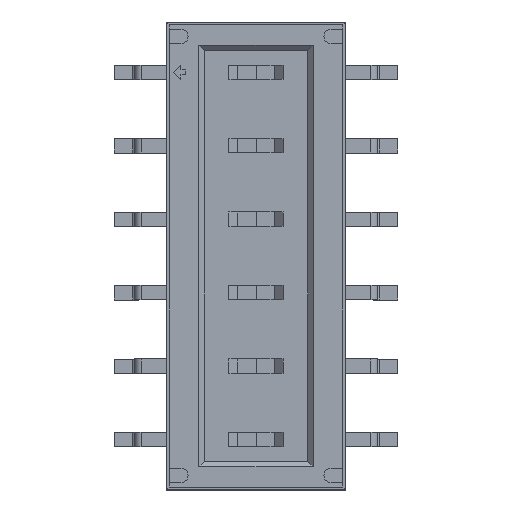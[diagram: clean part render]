
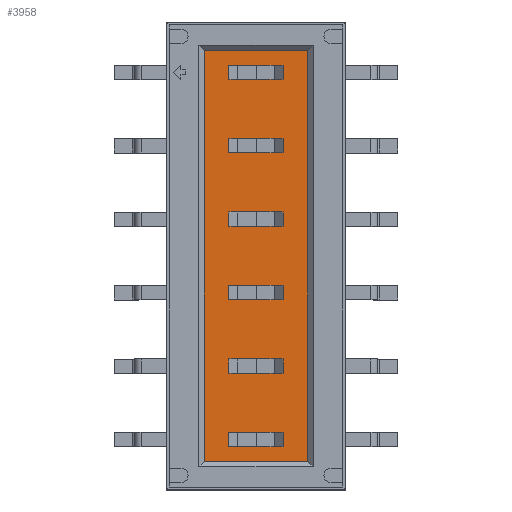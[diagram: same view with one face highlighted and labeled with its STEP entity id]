
A CAD part, top view. The second image highlights one B-rep face of the part: STEP entity #3958.
In plain terms, the highlighted planar face has unit normal (0, 0, 1).
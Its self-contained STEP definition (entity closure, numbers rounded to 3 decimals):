
#13=DIRECTION('',(0.,0.,1.));
#27=VECTOR('',#28,1.);
#28=DIRECTION('',(0.,1.,0.));
#51=VECTOR('',#52,1.);
#52=DIRECTION('',(-1.,0.,0.));
#58=VECTOR('',#59,1.);
#59=DIRECTION('',(0.,-1.,0.));
#63=VECTOR('',#64,1.);
#64=DIRECTION('',(1.,0.,0.));
#3881=VERTEX_POINT('',#3882);
#3882=CARTESIAN_POINT('',(1.785,-7.1,2.9));
#3889=VERTEX_POINT('',#3890);
#3890=CARTESIAN_POINT('',(1.785,7.1,2.9));
#3896=EDGE_CURVE('',#3881,#3889,#3897,.T.);
#3897=LINE('',#3898,#27);
#3898=CARTESIAN_POINT('',(1.785,-7.29,2.9));
#3908=VERTEX_POINT('',#3909);
#3909=CARTESIAN_POINT('',(-1.785,-7.1,2.9));
#3916=EDGE_CURVE('',#3908,#3881,#3917,.T.);
#3917=LINE('',#3918,#63);
#3918=CARTESIAN_POINT('',(-1.975,-7.1,2.9));
#3930=VERTEX_POINT('',#3931);
#3931=CARTESIAN_POINT('',(-1.785,7.1,2.9));
#3937=EDGE_CURVE('',#3889,#3930,#3938,.T.);
#3938=LINE('',#3939,#51);
#3939=CARTESIAN_POINT('',(1.975,7.1,2.9));
#3951=EDGE_CURVE('',#3930,#3908,#3952,.T.);
#3952=LINE('',#3953,#58);
#3953=CARTESIAN_POINT('',(-1.785,7.29,2.9));
#3958=ADVANCED_FACE('',(#3959,#3965,#4009,#4051,#4093,#4135,#4177),#4219,.T.);
#3959=FACE_BOUND('',#3960,.T.);
#3960=EDGE_LOOP('',(#3961,#3962,#3963,#3964));
#3961=ORIENTED_EDGE('',*,*,#3951,.T.);
#3962=ORIENTED_EDGE('',*,*,#3916,.T.);
#3963=ORIENTED_EDGE('',*,*,#3896,.T.);
#3964=ORIENTED_EDGE('',*,*,#3937,.T.);
#3965=FACE_BOUND('',#3966,.T.);
#3966=EDGE_LOOP('',(#3967,#3975,#3983,#3989,#3993,#3997,#4003,#4007));
#3967=ORIENTED_EDGE('',*,*,#3968,.F.);
#3968=EDGE_CURVE('',#3969,#3971,#3973,.T.);
#3969=VERTEX_POINT('',#3970);
#3970=CARTESIAN_POINT('',(-0.935,1.02,2.9));
#3971=VERTEX_POINT('',#3972);
#3972=CARTESIAN_POINT('',(0.025,1.02,2.9));
#3973=LINE('',#3974,#63);
#3974=CARTESIAN_POINT('',(-0.563,1.02,2.9));
#3975=ORIENTED_EDGE('',*,*,#3976,.T.);
#3976=EDGE_CURVE('',#3969,#3977,#3979,.T.);
#3977=VERTEX_POINT('',#3978);
#3978=CARTESIAN_POINT('',(-0.935,1.52,2.9));
#3979=LINE('',#3980,#3981);
#3980=CARTESIAN_POINT('',(-0.935,0.76,2.9));
#3981=VECTOR('',#3982,1.);
#3982=DIRECTION('',(0.,1.,0.));
#3983=ORIENTED_EDGE('',*,*,#3984,.F.);
#3984=EDGE_CURVE('',#3985,#3977,#3987,.T.);
#3985=VERTEX_POINT('',#3986);
#3986=CARTESIAN_POINT('',(0.025,1.52,2.9));
#3987=LINE('',#3988,#51);
#3988=CARTESIAN_POINT('',(0.563,1.52,2.9));
#3989=ORIENTED_EDGE('',*,*,#3990,.F.);
#3990=EDGE_CURVE('',#3991,#3985,#3987,.T.);
#3991=VERTEX_POINT('',#3992);
#3992=CARTESIAN_POINT('',(0.625,1.52,2.9));
#3993=ORIENTED_EDGE('',*,*,#3994,.F.);
#3994=EDGE_CURVE('',#3995,#3991,#3987,.T.);
#3995=VERTEX_POINT('',#3996);
#3996=CARTESIAN_POINT('',(0.935,1.52,2.9));
#3997=ORIENTED_EDGE('',*,*,#3998,.F.);
#3998=EDGE_CURVE('',#3999,#3995,#4001,.T.);
#3999=VERTEX_POINT('',#4000);
#4000=CARTESIAN_POINT('',(0.935,1.02,2.9));
#4001=LINE('',#4002,#3981);
#4002=CARTESIAN_POINT('',(0.935,0.51,2.9));
#4003=ORIENTED_EDGE('',*,*,#4004,.F.);
#4004=EDGE_CURVE('',#4005,#3999,#3973,.T.);
#4005=VERTEX_POINT('',#4006);
#4006=CARTESIAN_POINT('',(0.625,1.02,2.9));
#4007=ORIENTED_EDGE('',*,*,#4008,.F.);
#4008=EDGE_CURVE('',#3971,#4005,#3973,.T.);
#4009=FACE_BOUND('',#4010,.T.);
#4010=EDGE_LOOP('',(#4011,#4019,#4025,#4031,#4035,#4039,#4045,#4049));
#4011=ORIENTED_EDGE('',*,*,#4012,.F.);
#4012=EDGE_CURVE('',#4013,#4015,#4017,.T.);
#4013=VERTEX_POINT('',#4014);
#4014=CARTESIAN_POINT('',(-0.935,3.56,2.9));
#4015=VERTEX_POINT('',#4016);
#4016=CARTESIAN_POINT('',(0.025,3.56,2.9));
#4017=LINE('',#4018,#63);
#4018=CARTESIAN_POINT('',(-0.563,3.56,2.9));
#4019=ORIENTED_EDGE('',*,*,#4020,.T.);
#4020=EDGE_CURVE('',#4013,#4021,#4023,.T.);
#4021=VERTEX_POINT('',#4022);
#4022=CARTESIAN_POINT('',(-0.935,4.06,2.9));
#4023=LINE('',#4024,#3981);
#4024=CARTESIAN_POINT('',(-0.935,2.03,2.9));
#4025=ORIENTED_EDGE('',*,*,#4026,.F.);
#4026=EDGE_CURVE('',#4027,#4021,#4029,.T.);
#4027=VERTEX_POINT('',#4028);
#4028=CARTESIAN_POINT('',(0.025,4.06,2.9));
#4029=LINE('',#4030,#51);
#4030=CARTESIAN_POINT('',(0.563,4.06,2.9));
#4031=ORIENTED_EDGE('',*,*,#4032,.F.);
#4032=EDGE_CURVE('',#4033,#4027,#4029,.T.);
#4033=VERTEX_POINT('',#4034);
#4034=CARTESIAN_POINT('',(0.625,4.06,2.9));
#4035=ORIENTED_EDGE('',*,*,#4036,.F.);
#4036=EDGE_CURVE('',#4037,#4033,#4029,.T.);
#4037=VERTEX_POINT('',#4038);
#4038=CARTESIAN_POINT('',(0.935,4.06,2.9));
#4039=ORIENTED_EDGE('',*,*,#4040,.F.);
#4040=EDGE_CURVE('',#4041,#4037,#4043,.T.);
#4041=VERTEX_POINT('',#4042);
#4042=CARTESIAN_POINT('',(0.935,3.56,2.9));
#4043=LINE('',#4044,#3981);
#4044=CARTESIAN_POINT('',(0.935,1.78,2.9));
#4045=ORIENTED_EDGE('',*,*,#4046,.F.);
#4046=EDGE_CURVE('',#4047,#4041,#4017,.T.);
#4047=VERTEX_POINT('',#4048);
#4048=CARTESIAN_POINT('',(0.625,3.56,2.9));
#4049=ORIENTED_EDGE('',*,*,#4050,.F.);
#4050=EDGE_CURVE('',#4015,#4047,#4017,.T.);
#4051=FACE_BOUND('',#4052,.T.);
#4052=EDGE_LOOP('',(#4053,#4061,#4067,#4073,#4077,#4081,#4087,#4091));
#4053=ORIENTED_EDGE('',*,*,#4054,.F.);
#4054=EDGE_CURVE('',#4055,#4057,#4059,.T.);
#4055=VERTEX_POINT('',#4056);
#4056=CARTESIAN_POINT('',(0.935,6.6,2.9));
#4057=VERTEX_POINT('',#4058);
#4058=CARTESIAN_POINT('',(0.625,6.6,2.9));
#4059=LINE('',#4060,#51);
#4060=CARTESIAN_POINT('',(0.563,6.6,2.9));
#4061=ORIENTED_EDGE('',*,*,#4062,.F.);
#4062=EDGE_CURVE('',#4063,#4055,#4065,.T.);
#4063=VERTEX_POINT('',#4064);
#4064=CARTESIAN_POINT('',(0.935,6.1,2.9));
#4065=LINE('',#4066,#3981);
#4066=CARTESIAN_POINT('',(0.935,3.05,2.9));
#4067=ORIENTED_EDGE('',*,*,#4068,.F.);
#4068=EDGE_CURVE('',#4069,#4063,#4071,.T.);
#4069=VERTEX_POINT('',#4070);
#4070=CARTESIAN_POINT('',(0.625,6.1,2.9));
#4071=LINE('',#4072,#63);
#4072=CARTESIAN_POINT('',(-0.563,6.1,2.9));
#4073=ORIENTED_EDGE('',*,*,#4074,.F.);
#4074=EDGE_CURVE('',#4075,#4069,#4071,.T.);
#4075=VERTEX_POINT('',#4076);
#4076=CARTESIAN_POINT('',(0.025,6.1,2.9));
#4077=ORIENTED_EDGE('',*,*,#4078,.F.);
#4078=EDGE_CURVE('',#4079,#4075,#4071,.T.);
#4079=VERTEX_POINT('',#4080);
#4080=CARTESIAN_POINT('',(-0.935,6.1,2.9));
#4081=ORIENTED_EDGE('',*,*,#4082,.T.);
#4082=EDGE_CURVE('',#4079,#4083,#4085,.T.);
#4083=VERTEX_POINT('',#4084);
#4084=CARTESIAN_POINT('',(-0.935,6.6,2.9));
#4085=LINE('',#4086,#3981);
#4086=CARTESIAN_POINT('',(-0.935,3.3,2.9));
#4087=ORIENTED_EDGE('',*,*,#4088,.F.);
#4088=EDGE_CURVE('',#4089,#4083,#4059,.T.);
#4089=VERTEX_POINT('',#4090);
#4090=CARTESIAN_POINT('',(0.025,6.6,2.9));
#4091=ORIENTED_EDGE('',*,*,#4092,.F.);
#4092=EDGE_CURVE('',#4057,#4089,#4059,.T.);
#4093=FACE_BOUND('',#4094,.T.);
#4094=EDGE_LOOP('',(#4095,#4103,#4109,#4115,#4119,#4123,#4129,#4133));
#4095=ORIENTED_EDGE('',*,*,#4096,.F.);
#4096=EDGE_CURVE('',#4097,#4099,#4101,.T.);
#4097=VERTEX_POINT('',#4098);
#4098=CARTESIAN_POINT('',(-0.935,-1.52,2.9));
#4099=VERTEX_POINT('',#4100);
#4100=CARTESIAN_POINT('',(0.025,-1.52,2.9));
#4101=LINE('',#4102,#63);
#4102=CARTESIAN_POINT('',(-0.563,-1.52,2.9));
#4103=ORIENTED_EDGE('',*,*,#4104,.T.);
#4104=EDGE_CURVE('',#4097,#4105,#4107,.T.);
#4105=VERTEX_POINT('',#4106);
#4106=CARTESIAN_POINT('',(-0.935,-1.02,2.9));
#4107=LINE('',#4108,#3981);
#4108=CARTESIAN_POINT('',(-0.935,-0.51,2.9));
#4109=ORIENTED_EDGE('',*,*,#4110,.F.);
#4110=EDGE_CURVE('',#4111,#4105,#4113,.T.);
#4111=VERTEX_POINT('',#4112);
#4112=CARTESIAN_POINT('',(0.025,-1.02,2.9));
#4113=LINE('',#4114,#51);
#4114=CARTESIAN_POINT('',(0.563,-1.02,2.9));
#4115=ORIENTED_EDGE('',*,*,#4116,.F.);
#4116=EDGE_CURVE('',#4117,#4111,#4113,.T.);
#4117=VERTEX_POINT('',#4118);
#4118=CARTESIAN_POINT('',(0.625,-1.02,2.9));
#4119=ORIENTED_EDGE('',*,*,#4120,.F.);
#4120=EDGE_CURVE('',#4121,#4117,#4113,.T.);
#4121=VERTEX_POINT('',#4122);
#4122=CARTESIAN_POINT('',(0.935,-1.02,2.9));
#4123=ORIENTED_EDGE('',*,*,#4124,.F.);
#4124=EDGE_CURVE('',#4125,#4121,#4127,.T.);
#4125=VERTEX_POINT('',#4126);
#4126=CARTESIAN_POINT('',(0.935,-1.52,2.9));
#4127=LINE('',#4128,#3981);
#4128=CARTESIAN_POINT('',(0.935,-0.76,2.9));
#4129=ORIENTED_EDGE('',*,*,#4130,.F.);
#4130=EDGE_CURVE('',#4131,#4125,#4101,.T.);
#4131=VERTEX_POINT('',#4132);
#4132=CARTESIAN_POINT('',(0.625,-1.52,2.9));
#4133=ORIENTED_EDGE('',*,*,#4134,.F.);
#4134=EDGE_CURVE('',#4099,#4131,#4101,.T.);
#4135=FACE_BOUND('',#4136,.T.);
#4136=EDGE_LOOP('',(#4137,#4145,#4151,#4157,#4161,#4165,#4171,#4175));
#4137=ORIENTED_EDGE('',*,*,#4138,.F.);
#4138=EDGE_CURVE('',#4139,#4141,#4143,.T.);
#4139=VERTEX_POINT('',#4140);
#4140=CARTESIAN_POINT('',(0.935,-3.56,2.9));
#4141=VERTEX_POINT('',#4142);
#4142=CARTESIAN_POINT('',(0.625,-3.56,2.9));
#4143=LINE('',#4144,#51);
#4144=CARTESIAN_POINT('',(0.563,-3.56,2.9));
#4145=ORIENTED_EDGE('',*,*,#4146,.F.);
#4146=EDGE_CURVE('',#4147,#4139,#4149,.T.);
#4147=VERTEX_POINT('',#4148);
#4148=CARTESIAN_POINT('',(0.935,-4.06,2.9));
#4149=LINE('',#4150,#3981);
#4150=CARTESIAN_POINT('',(0.935,-2.03,2.9));
#4151=ORIENTED_EDGE('',*,*,#4152,.F.);
#4152=EDGE_CURVE('',#4153,#4147,#4155,.T.);
#4153=VERTEX_POINT('',#4154);
#4154=CARTESIAN_POINT('',(0.625,-4.06,2.9));
#4155=LINE('',#4156,#63);
#4156=CARTESIAN_POINT('',(-0.563,-4.06,2.9));
#4157=ORIENTED_EDGE('',*,*,#4158,.F.);
#4158=EDGE_CURVE('',#4159,#4153,#4155,.T.);
#4159=VERTEX_POINT('',#4160);
#4160=CARTESIAN_POINT('',(0.025,-4.06,2.9));
#4161=ORIENTED_EDGE('',*,*,#4162,.F.);
#4162=EDGE_CURVE('',#4163,#4159,#4155,.T.);
#4163=VERTEX_POINT('',#4164);
#4164=CARTESIAN_POINT('',(-0.935,-4.06,2.9));
#4165=ORIENTED_EDGE('',*,*,#4166,.T.);
#4166=EDGE_CURVE('',#4163,#4167,#4169,.T.);
#4167=VERTEX_POINT('',#4168);
#4168=CARTESIAN_POINT('',(-0.935,-3.56,2.9));
#4169=LINE('',#4170,#3981);
#4170=CARTESIAN_POINT('',(-0.935,-1.78,2.9));
#4171=ORIENTED_EDGE('',*,*,#4172,.F.);
#4172=EDGE_CURVE('',#4173,#4167,#4143,.T.);
#4173=VERTEX_POINT('',#4174);
#4174=CARTESIAN_POINT('',(0.025,-3.56,2.9));
#4175=ORIENTED_EDGE('',*,*,#4176,.F.);
#4176=EDGE_CURVE('',#4141,#4173,#4143,.T.);
#4177=FACE_BOUND('',#4178,.T.);
#4178=EDGE_LOOP('',(#4179,#4187,#4193,#4199,#4203,#4207,#4213,#4217));
#4179=ORIENTED_EDGE('',*,*,#4180,.F.);
#4180=EDGE_CURVE('',#4181,#4183,#4185,.T.);
#4181=VERTEX_POINT('',#4182);
#4182=CARTESIAN_POINT('',(0.935,-6.1,2.9));
#4183=VERTEX_POINT('',#4184);
#4184=CARTESIAN_POINT('',(0.625,-6.1,2.9));
#4185=LINE('',#4186,#51);
#4186=CARTESIAN_POINT('',(0.563,-6.1,2.9));
#4187=ORIENTED_EDGE('',*,*,#4188,.F.);
#4188=EDGE_CURVE('',#4189,#4181,#4191,.T.);
#4189=VERTEX_POINT('',#4190);
#4190=CARTESIAN_POINT('',(0.935,-6.6,2.9));
#4191=LINE('',#4192,#3981);
#4192=CARTESIAN_POINT('',(0.935,-3.3,2.9));
#4193=ORIENTED_EDGE('',*,*,#4194,.F.);
#4194=EDGE_CURVE('',#4195,#4189,#4197,.T.);
#4195=VERTEX_POINT('',#4196);
#4196=CARTESIAN_POINT('',(0.625,-6.6,2.9));
#4197=LINE('',#4198,#63);
#4198=CARTESIAN_POINT('',(-0.563,-6.6,2.9));
#4199=ORIENTED_EDGE('',*,*,#4200,.F.);
#4200=EDGE_CURVE('',#4201,#4195,#4197,.T.);
#4201=VERTEX_POINT('',#4202);
#4202=CARTESIAN_POINT('',(0.025,-6.6,2.9));
#4203=ORIENTED_EDGE('',*,*,#4204,.F.);
#4204=EDGE_CURVE('',#4205,#4201,#4197,.T.);
#4205=VERTEX_POINT('',#4206);
#4206=CARTESIAN_POINT('',(-0.935,-6.6,2.9));
#4207=ORIENTED_EDGE('',*,*,#4208,.T.);
#4208=EDGE_CURVE('',#4205,#4209,#4211,.T.);
#4209=VERTEX_POINT('',#4210);
#4210=CARTESIAN_POINT('',(-0.935,-6.1,2.9));
#4211=LINE('',#4212,#3981);
#4212=CARTESIAN_POINT('',(-0.935,-3.05,2.9));
#4213=ORIENTED_EDGE('',*,*,#4214,.F.);
#4214=EDGE_CURVE('',#4215,#4209,#4185,.T.);
#4215=VERTEX_POINT('',#4216);
#4216=CARTESIAN_POINT('',(0.025,-6.1,2.9));
#4217=ORIENTED_EDGE('',*,*,#4218,.F.);
#4218=EDGE_CURVE('',#4183,#4215,#4185,.T.);
#4219=PLANE('',#4220);
#4220=AXIS2_PLACEMENT_3D('',#4221,#13,#28);
#4221=CARTESIAN_POINT('',(0.,0.,2.9));
